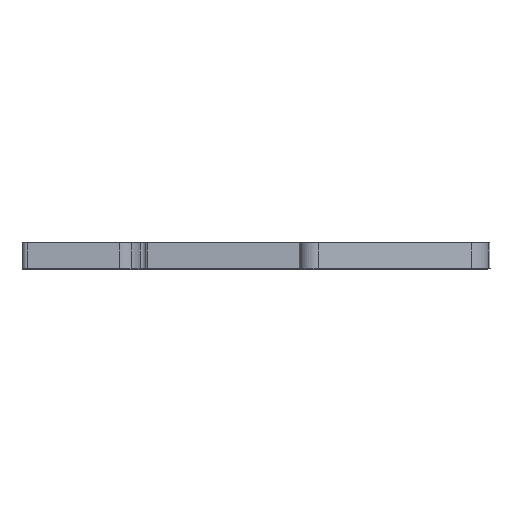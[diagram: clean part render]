
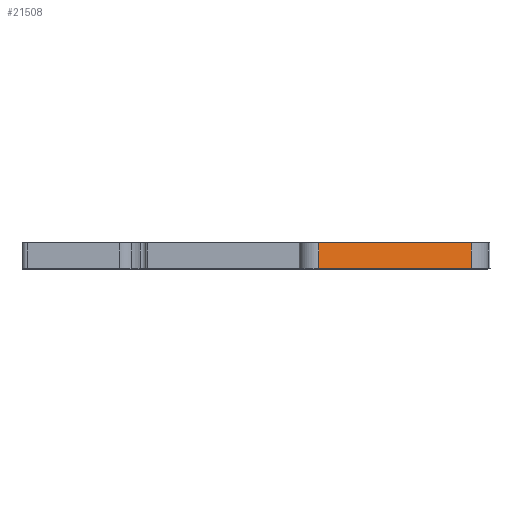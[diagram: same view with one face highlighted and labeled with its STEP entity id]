
A CAD part, front view. The second image highlights one B-rep face of the part: STEP entity #21508.
In plain terms, the highlighted planar face has unit normal (0.334, -0.943, 0).
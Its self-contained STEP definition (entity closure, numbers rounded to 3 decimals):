
#1457 = VERTEX_POINT ( 'NONE', #15649 ) ;
#1727 = VERTEX_POINT ( 'NONE', #6703 ) ;
#1935 = VECTOR ( 'NONE', #4178, 1000. ) ;
#2363 = EDGE_CURVE ( 'NONE', #4787, #1457, #4457, .T. ) ;
#2884 = LINE ( 'NONE', #11071, #1935 ) ;
#3032 = CARTESIAN_POINT ( 'NONE',  ( 48.494, 4.735, 0.15 ) ) ;
#3163 = EDGE_LOOP ( 'NONE', ( #6274, #15785, #16585, #3424 ) ) ;
#3424 = ORIENTED_EDGE ( 'NONE', *, *, #5199, .T. ) ;
#4031 = DIRECTION ( 'NONE',  ( -0.334, 0.943, 0. ) ) ;
#4178 = DIRECTION ( 'NONE',  ( 0., 0., -1. ) ) ;
#4247 = LINE ( 'NONE', #17575, #9931 ) ;
#4457 = LINE ( 'NONE', #4684, #12472 ) ;
#4684 = CARTESIAN_POINT ( 'NONE',  ( 48.494, 4.735, 0.15 ) ) ;
#4787 = VERTEX_POINT ( 'NONE', #3032 ) ;
#5199 = EDGE_CURVE ( 'NONE', #1727, #1457, #2884, .T. ) ;
#5840 = CARTESIAN_POINT ( 'NONE',  ( 18.632, -5.836, 5.15 ) ) ;
#6011 = CARTESIAN_POINT ( 'NONE',  ( 48.494, 4.735, 5.15 ) ) ;
#6274 = ORIENTED_EDGE ( 'NONE', *, *, #2363, .F. ) ;
#6703 = CARTESIAN_POINT ( 'NONE',  ( 18.632, -5.836, 5.15 ) ) ;
#8513 = DIRECTION ( 'NONE',  ( 0., 0., -1. ) ) ;
#8731 = PLANE ( 'NONE',  #19620 ) ;
#9193 = VECTOR ( 'NONE', #12501, 1000. ) ;
#9931 = VECTOR ( 'NONE', #8513, 1000. ) ;
#10857 = LINE ( 'NONE', #5840, #9193 ) ;
#11071 = CARTESIAN_POINT ( 'NONE',  ( 18.632, -5.836, 5.15 ) ) ;
#11122 = DIRECTION ( 'NONE',  ( -0.943, -0.334, 0. ) ) ;
#12054 = EDGE_CURVE ( 'NONE', #1727, #21088, #10857, .T. ) ;
#12472 = VECTOR ( 'NONE', #11122, 1000. ) ;
#12501 = DIRECTION ( 'NONE',  ( 0.943, 0.334, 0. ) ) ;
#12549 = EDGE_CURVE ( 'NONE', #21088, #4787, #4247, .T. ) ;
#15501 = DIRECTION ( 'NONE',  ( 0., 0., 1. ) ) ;
#15649 = CARTESIAN_POINT ( 'NONE',  ( 18.632, -5.836, 0.15 ) ) ;
#15709 = FACE_OUTER_BOUND ( 'NONE', #3163, .T. ) ;
#15785 = ORIENTED_EDGE ( 'NONE', *, *, #12549, .F. ) ;
#16585 = ORIENTED_EDGE ( 'NONE', *, *, #12054, .F. ) ;
#17131 = CARTESIAN_POINT ( 'NONE',  ( 18.632, -5.836, 5.15 ) ) ;
#17575 = CARTESIAN_POINT ( 'NONE',  ( 48.494, 4.735, 5.15 ) ) ;
#19620 = AXIS2_PLACEMENT_3D ( 'NONE', #17131, #4031, #15501 ) ;
#21088 = VERTEX_POINT ( 'NONE', #6011 ) ;
#21508 = ADVANCED_FACE ( 'NONE', ( #15709 ), #8731, .F. ) ;
